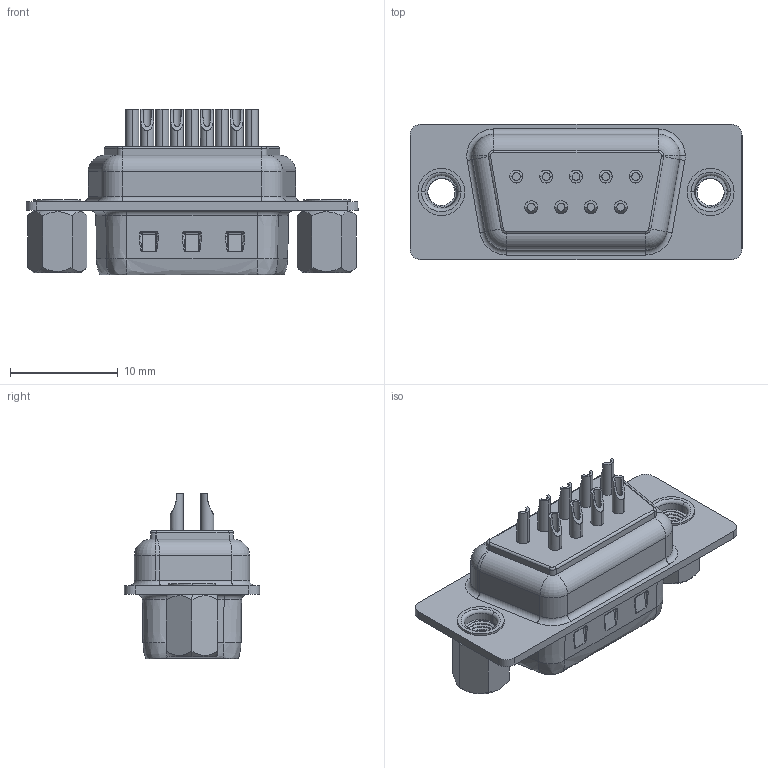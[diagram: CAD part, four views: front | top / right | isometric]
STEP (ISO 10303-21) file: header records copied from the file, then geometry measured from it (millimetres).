
FILE_DESCRIPTION (( 'STEP AP214' ), '1' );
FILE_NAME ('FDM0903-M0WS101W1K-B-REF.STEP', '2024-09-23T07:27:09', ( '' ), ( '' ), 'SwSTEP 2.0', 'SolidWorks 2021', '' );
FILE_SCHEMA (( 'AUTOMOTIVE_DESIGN' ));
Length unit declared in the file: millimetre
Products named in the file (1): FDM0903-M0WS101W1K-B-REF
Bounding box: 30.81 x 12.55 x 15.4 mm (x, y, z)
Volume: 1492.4 mm3; surface area: 2460.1 mm2
Topology: 1 solids, 2 shells, 531 faces, 1309 edges, 789 vertices
Faces by surface type: cylinder 273, plane 117, bspline 50, torus 37, sphere 30, cone 24
Entity records: 20536 total; most frequent: CARTESIAN_POINT 9138, ORIENTED_EDGE 2500, DIRECTION 2284, EDGE_CURVE 1250, AXIS2_PLACEMENT_3D 898, VERTEX_POINT 760, EDGE_LOOP 574, FACE_OUTER_BOUND 531
